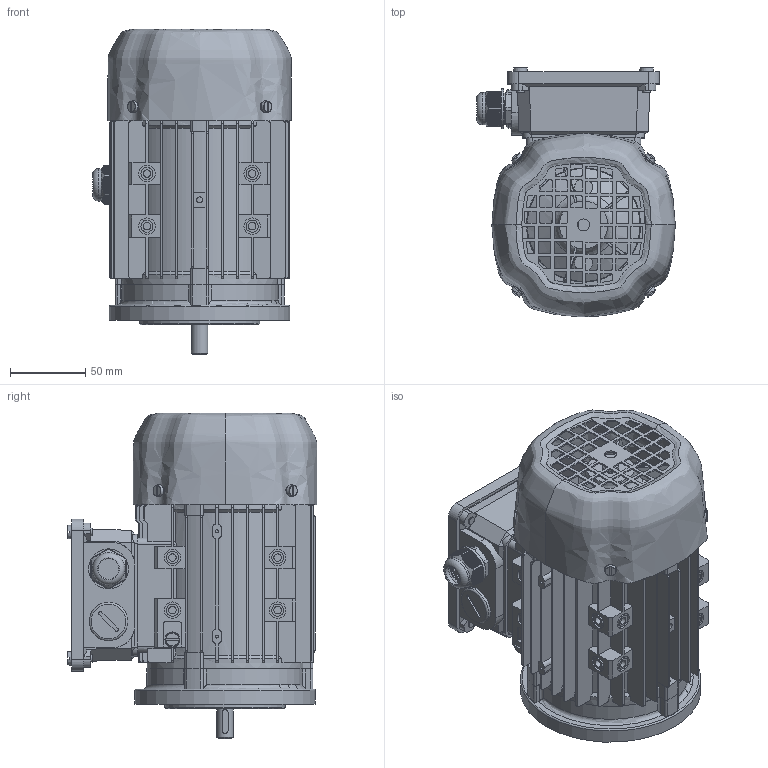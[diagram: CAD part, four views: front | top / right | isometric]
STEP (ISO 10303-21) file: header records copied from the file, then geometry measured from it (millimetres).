
FILE_DESCRIPTION(/* description */ (''),/* implementation_level */ '2;1');
FILE_NAME(/* name */ 'JL-63-B14B.stp',/* time_stamp */ '2016-09-01T10:45:44+08:00',/* author */ (''),/* organization */ (''),/* preprocessor_version */ 'ST-DEVELOPER v16',/* originating_system */ 'SIEMENS PLM Software NX 10.0',/* authorisation */ '');
FILE_SCHEMA (('AUTOMOTIVE_DESIGN { 1 0 10303 214 3 1 1 1 }'));
Products named in the file (1): pc05908BCBsuec
Bounding box: 132.1 x 166 x 216.5 mm (x, y, z)
Volume: 648654.5 mm3; surface area: 510871.7 mm2
Topology: 58 solids, 58 shells, 3570 faces, 9788 edges, 6460 vertices
Faces by surface type: plane 1963, cylinder 1134, cone 209, torus 202, bspline 62
Full cylindrical faces by diameter (mm): 2 x4, 3 x14, 3.2 x1, 3.5 x6, 3.545 x14, 4 x25, 4.48 x5, 4.7 x3, 4.8 x1, 4.9 x6, 5 x34, 5.3 x1, 5.8 x14, 7 x3, 8 x12, 8.5 x3, 10 x1, 10.4 x1, 10.6 x1, 11 x13, 11.2 x2, 11.4 x2, 12 x11, 13.75 x1, 14 x1, 16.25 x3, 18.75 x10, 19 x1, 19.375 x6, 20 x18
Entity records: 225983 total; most frequent: CARTESIAN_POINT 138279, ORIENTED_EDGE 18394, DIRECTION 17269, EDGE_CURVE 9197, VERTEX_POINT 6252, AXIS2_PLACEMENT_3D 6208, LINE 4853, VECTOR 4853
